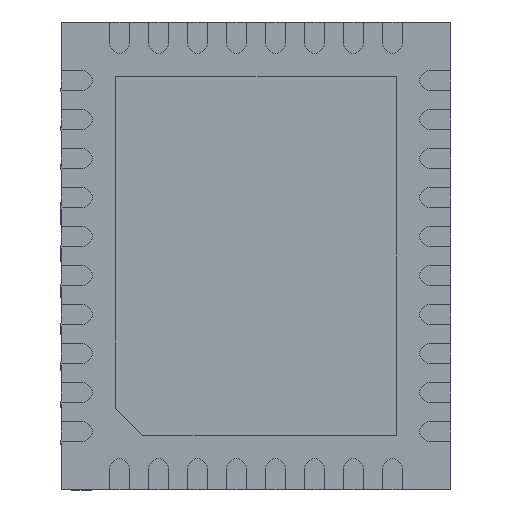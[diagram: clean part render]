
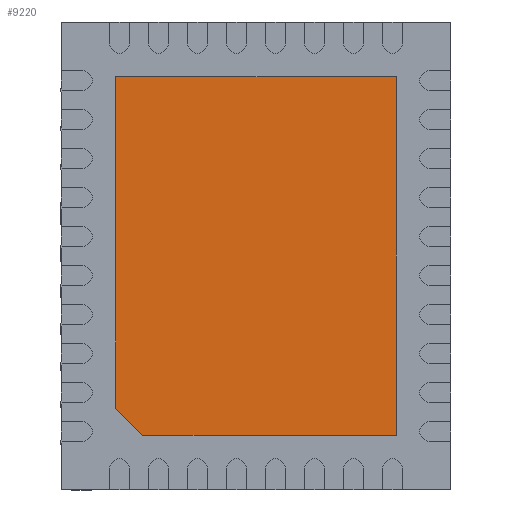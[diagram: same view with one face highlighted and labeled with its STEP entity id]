
A CAD part, front view. The second image highlights one B-rep face of the part: STEP entity #9220.
In plain terms, the highlighted planar face has unit normal (0, -1, 0).
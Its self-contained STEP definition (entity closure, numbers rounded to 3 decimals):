
#372 = DIRECTION ( 'NONE',  ( 0., 0., 1. ) ) ;
#508 = FACE_OUTER_BOUND ( 'NONE', #4800, .T. ) ;
#1017 = LINE ( 'NONE', #5247, #5031 ) ;
#1056 = VERTEX_POINT ( 'NONE', #2564 ) ;
#1724 = VERTEX_POINT ( 'NONE', #4773 ) ;
#2564 = CARTESIAN_POINT ( 'NONE',  ( -1.8, 0., 2.3 ) ) ;
#2845 = EDGE_CURVE ( 'NONE', #9400, #8937, #3412, .T. ) ;
#2906 = VECTOR ( 'NONE', #9337, 1000. ) ;
#3412 = LINE ( 'NONE', #12954, #8610 ) ;
#3825 = DIRECTION ( 'NONE',  ( 0., 0., -1. ) ) ;
#4052 = EDGE_CURVE ( 'NONE', #1056, #9400, #4922, .T. ) ;
#4478 = CARTESIAN_POINT ( 'NONE',  ( 1.8, 0., -2.3 ) ) ;
#4604 = ORIENTED_EDGE ( 'NONE', *, *, #11357, .T. ) ;
#4773 = CARTESIAN_POINT ( 'NONE',  ( 1.8, 0., 2.3 ) ) ;
#4800 = EDGE_LOOP ( 'NONE', ( #6365, #4604, #10603, #5069, #7632 ) ) ;
#4922 = LINE ( 'NONE', #10258, #5895 ) ;
#5031 = VECTOR ( 'NONE', #7496, 1000. ) ;
#5069 = ORIENTED_EDGE ( 'NONE', *, *, #2845, .T. ) ;
#5247 = CARTESIAN_POINT ( 'NONE',  ( -1.45, 0., -2.3 ) ) ;
#5546 = DIRECTION ( 'NONE',  ( 0.707, 0., -0.707 ) ) ;
#5644 = LINE ( 'NONE', #4478, #7296 ) ;
#5876 = CARTESIAN_POINT ( 'NONE',  ( -1.45, 0., -2.3 ) ) ;
#5895 = VECTOR ( 'NONE', #3825, 1000. ) ;
#5908 = CARTESIAN_POINT ( 'NONE',  ( 0., 0., 0. ) ) ;
#6365 = ORIENTED_EDGE ( 'NONE', *, *, #12852, .T. ) ;
#6414 = LINE ( 'NONE', #8299, #2906 ) ;
#7296 = VECTOR ( 'NONE', #372, 1000. ) ;
#7496 = DIRECTION ( 'NONE',  ( 1., 0., 0. ) ) ;
#7632 = ORIENTED_EDGE ( 'NONE', *, *, #8620, .T. ) ;
#7936 = DIRECTION ( 'NONE',  ( 0., 0., 1. ) ) ;
#8040 = AXIS2_PLACEMENT_3D ( 'NONE', #5908, #9943, #7936 ) ;
#8299 = CARTESIAN_POINT ( 'NONE',  ( -1.8, 0., 2.3 ) ) ;
#8469 = VERTEX_POINT ( 'NONE', #9229 ) ;
#8610 = VECTOR ( 'NONE', #5546, 1000. ) ;
#8620 = EDGE_CURVE ( 'NONE', #8937, #8469, #1017, .T. ) ;
#8937 = VERTEX_POINT ( 'NONE', #5876 ) ;
#9220 = ADVANCED_FACE ( 'NONE', ( #508 ), #12864, .F. ) ;
#9229 = CARTESIAN_POINT ( 'NONE',  ( 1.8, 0., -2.3 ) ) ;
#9337 = DIRECTION ( 'NONE',  ( -1., 0., 0. ) ) ;
#9400 = VERTEX_POINT ( 'NONE', #12427 ) ;
#9943 = DIRECTION ( 'NONE',  ( 0., 1., 0. ) ) ;
#10258 = CARTESIAN_POINT ( 'NONE',  ( -1.8, 0., -1.95 ) ) ;
#10603 = ORIENTED_EDGE ( 'NONE', *, *, #4052, .T. ) ;
#11357 = EDGE_CURVE ( 'NONE', #1724, #1056, #6414, .T. ) ;
#12427 = CARTESIAN_POINT ( 'NONE',  ( -1.8, 0., -1.95 ) ) ;
#12852 = EDGE_CURVE ( 'NONE', #8469, #1724, #5644, .T. ) ;
#12864 = PLANE ( 'NONE',  #8040 ) ;
#12954 = CARTESIAN_POINT ( 'NONE',  ( -1.8, 0., -1.95 ) ) ;
